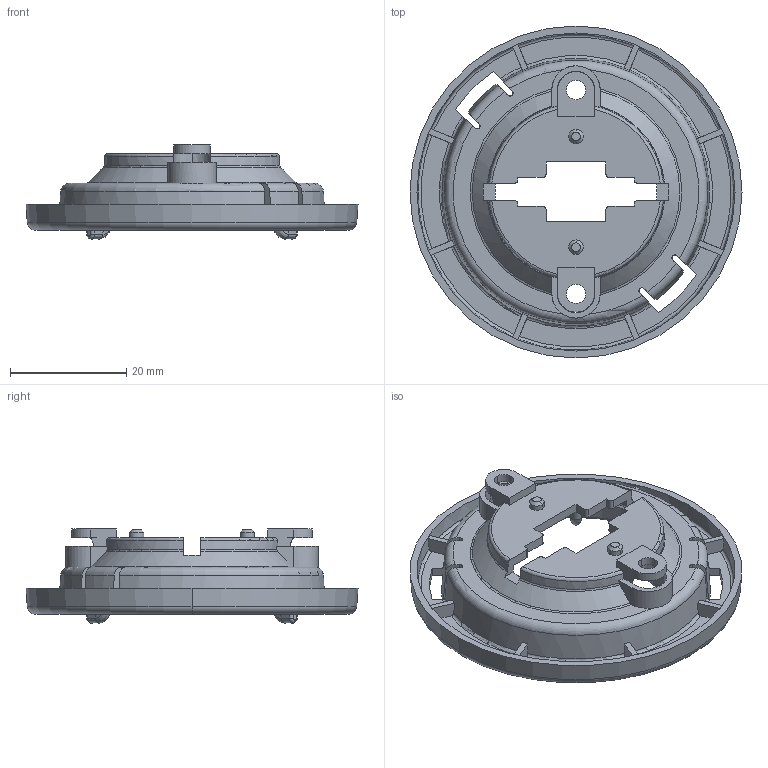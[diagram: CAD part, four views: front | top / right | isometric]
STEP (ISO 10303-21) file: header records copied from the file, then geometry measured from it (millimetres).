
FILE_DESCRIPTION((''),'2;1');
FILE_NAME('71320_009_100_A23','2016-03-07T',('burkhard guenter'),('Auer Lighting GmbH'),'PRO/ENGINEER BY PARAMETRIC TECHNOLOGY CORPORATION, 2010330','PRO/ENGINEER BY PARAMETRIC TECHNOLOGY CORPORATION, 2010330','');
FILE_SCHEMA(('CONFIG_CONTROL_DESIGN'));
Length unit declared in the file: millimetre
Products named in the file (1): 71320_009_100_A23
Bounding box: 57 x 57 x 16.15 mm (x, y, z)
Volume: 5855.7 mm3; surface area: 8670.1 mm2
Topology: 1 solids, 1 shells, 249 faces, 714 edges, 462 vertices
Faces by surface type: plane 113, torus 52, cone 42, cylinder 30, bspline 8, sphere 4
Entity records: 13138 total; most frequent: CARTESIAN_POINT 4685, ORIENTED_EDGE 1420, DIRECTION 1204, PRESENTATION_STYLE_ASSIGNMENT 711, STYLED_ITEM 711, CURVE_STYLE 710, EDGE_CURVE 710, AXIS2_PLACEMENT_3D 475
